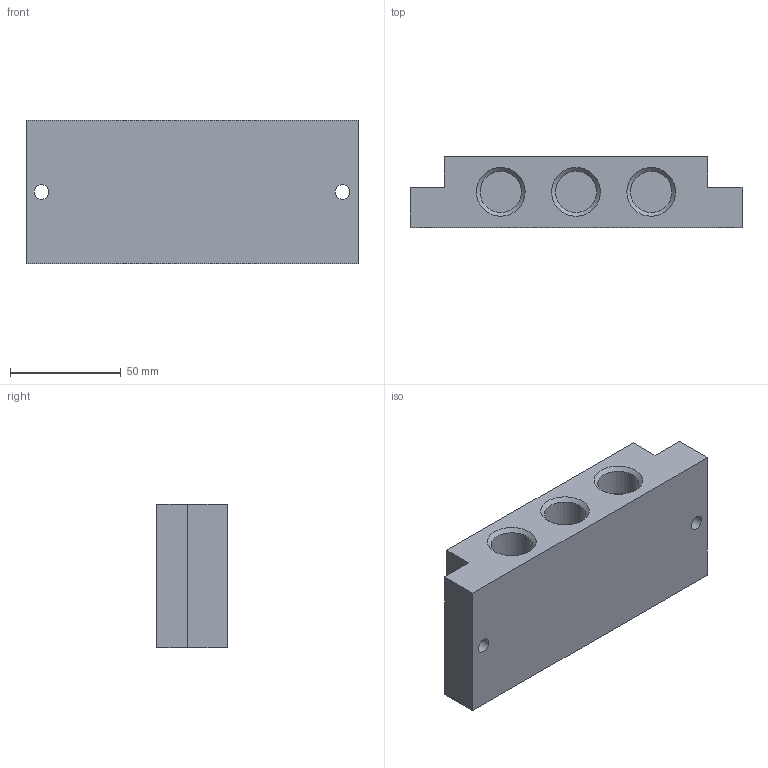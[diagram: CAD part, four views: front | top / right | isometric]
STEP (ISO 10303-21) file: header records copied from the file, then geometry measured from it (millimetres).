
FILE_DESCRIPTION(/* description */ (''),/* implementation_level */ '2;1');
FILE_NAME(/* name */ '1103_14.stp',/* time_stamp */ '2016-10-03T14:49:09+02:00',/* author */ ('Maniean1'),/* organization */ ('Pneumax S.p.A.'),/* preprocessor_version */ 'ST-DEVELOPER v15.2',/* originating_system */ 'Autodesk Inventor 2014',/* authorisation */ '');
FILE_SCHEMA (('AUTOMOTIVE_DESIGN { 1 0 10303 214 3 1 1 }'));
Length unit declared in the file: millimetre
Products named in the file (1): 1103_14
Bounding box: 150 x 32 x 65 mm (x, y, z)
Volume: 259098.3 mm3; surface area: 38913.9 mm2
Topology: 1 solids, 1 shells, 45 faces, 93 edges, 57 vertices
Faces by surface type: plane 17, cone 15, cylinder 13
Full cylindrical faces by diameter (mm): 6.6 x2, 6.647 x4, 8.566 x2, 18.631 x5
Entity records: 1040 total; most frequent: DIRECTION 190, CARTESIAN_POINT 160, ORIENTED_EDGE 122, EDGE_LOOP 84, AXIS2_PLACEMENT_3D 83, EDGE_CURVE 61, VERTEX_POINT 53, FACE_BOUND 45
